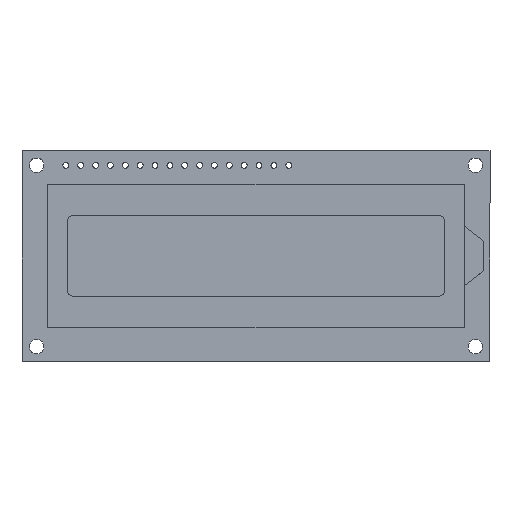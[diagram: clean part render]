
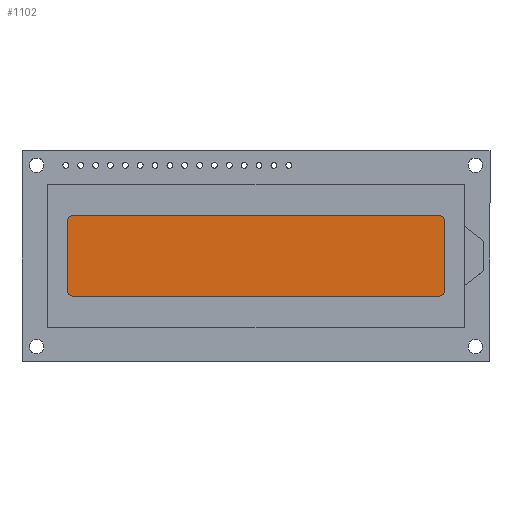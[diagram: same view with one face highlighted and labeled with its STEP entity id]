
A CAD part, top view. The second image highlights one B-rep face of the part: STEP entity #1102.
In plain terms, the highlighted planar face has unit normal (0, 0, 1).
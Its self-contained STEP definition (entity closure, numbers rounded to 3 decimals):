
#41 = DIRECTION ( 'NONE',  ( 1., 0., 0. ) ) ;
#68 = CIRCLE ( 'NONE', #1901, 1. ) ;
#220 = ORIENTED_EDGE ( 'NONE', *, *, #1237, .T. ) ;
#257 = ORIENTED_EDGE ( 'NONE', *, *, #2027, .T. ) ;
#284 = DIRECTION ( 'NONE',  ( 0., -1., 0. ) ) ;
#333 = CARTESIAN_POINT ( 'NONE',  ( 71.25, 23.9, 8.1 ) ) ;
#376 = CARTESIAN_POINT ( 'NONE',  ( 8.75, 12.1, 8.1 ) ) ;
#533 = CARTESIAN_POINT ( 'NONE',  ( 0., 0., 8.1 ) ) ;
#729 = DIRECTION ( 'NONE',  ( -1., 0., 0. ) ) ;
#732 = ORIENTED_EDGE ( 'NONE', *, *, #1895, .T. ) ;
#733 = DIRECTION ( 'NONE',  ( 1., 0., 0. ) ) ;
#781 = DIRECTION ( 'NONE',  ( 1., 0., 0. ) ) ;
#791 = CARTESIAN_POINT ( 'NONE',  ( 71.25, 24.9, 8.1 ) ) ;
#847 = ORIENTED_EDGE ( 'NONE', *, *, #3201, .T. ) ;
#914 = VERTEX_POINT ( 'NONE', #2986 ) ;
#1049 = CARTESIAN_POINT ( 'NONE',  ( 7.75, 11.1, 8.1 ) ) ;
#1102 = ADVANCED_FACE ( 'NONE', ( #2273 ), #2517, .T. ) ;
#1124 = LINE ( 'NONE', #1350, #1727 ) ;
#1136 = VERTEX_POINT ( 'NONE', #3675 ) ;
#1158 = CARTESIAN_POINT ( 'NONE',  ( 7.75, 12.1, 8.1 ) ) ;
#1203 = CIRCLE ( 'NONE', #1993, 1. ) ;
#1237 = EDGE_CURVE ( 'NONE', #3730, #1978, #3573, .T. ) ;
#1323 = CARTESIAN_POINT ( 'NONE',  ( 8.75, 24.9, 8.1 ) ) ;
#1350 = CARTESIAN_POINT ( 'NONE',  ( 7.75, 24.9, 8.1 ) ) ;
#1356 = EDGE_CURVE ( 'NONE', #3630, #1510, #2003, .T. ) ;
#1376 = EDGE_LOOP ( 'NONE', ( #1422, #732, #1787, #2688, #257, #220, #847, #3511 ) ) ;
#1385 = VERTEX_POINT ( 'NONE', #1158 ) ;
#1422 = ORIENTED_EDGE ( 'NONE', *, *, #2974, .T. ) ;
#1439 = VECTOR ( 'NONE', #781, 1000. ) ;
#1458 = AXIS2_PLACEMENT_3D ( 'NONE', #533, #3723, #1960 ) ;
#1510 = VERTEX_POINT ( 'NONE', #2661 ) ;
#1529 = LINE ( 'NONE', #1049, #1439 ) ;
#1561 = EDGE_CURVE ( 'NONE', #1385, #1136, #68, .T. ) ;
#1724 = VECTOR ( 'NONE', #284, 1000. ) ;
#1727 = VECTOR ( 'NONE', #729, 1000. ) ;
#1730 = CARTESIAN_POINT ( 'NONE',  ( 8.75, 23.9, 8.1 ) ) ;
#1787 = ORIENTED_EDGE ( 'NONE', *, *, #1356, .T. ) ;
#1816 = CARTESIAN_POINT ( 'NONE',  ( 7.75, 24.9, 8.1 ) ) ;
#1868 = DIRECTION ( 'NONE',  ( 0., 0., 1. ) ) ;
#1895 = EDGE_CURVE ( 'NONE', #914, #3630, #3021, .T. ) ;
#1901 = AXIS2_PLACEMENT_3D ( 'NONE', #376, #1868, #3275 ) ;
#1960 = DIRECTION ( 'NONE',  ( 1., 0., 0. ) ) ;
#1978 = VERTEX_POINT ( 'NONE', #3639 ) ;
#1980 = AXIS2_PLACEMENT_3D ( 'NONE', #3152, #2785, #733 ) ;
#1993 = AXIS2_PLACEMENT_3D ( 'NONE', #333, #2061, #41 ) ;
#2003 = LINE ( 'NONE', #3211, #3071 ) ;
#2027 = EDGE_CURVE ( 'NONE', #2680, #3730, #1124, .T. ) ;
#2050 = DIRECTION ( 'NONE',  ( 0., 1., 0. ) ) ;
#2061 = DIRECTION ( 'NONE',  ( 0., 0., 1. ) ) ;
#2273 = FACE_OUTER_BOUND ( 'NONE', #1376, .T. ) ;
#2517 = PLANE ( 'NONE',  #1458 ) ;
#2661 = CARTESIAN_POINT ( 'NONE',  ( 72.25, 23.9, 8.1 ) ) ;
#2680 = VERTEX_POINT ( 'NONE', #791 ) ;
#2688 = ORIENTED_EDGE ( 'NONE', *, *, #3180, .T. ) ;
#2785 = DIRECTION ( 'NONE',  ( 0., 0., 1. ) ) ;
#2873 = DIRECTION ( 'NONE',  ( 1., 0., 0. ) ) ;
#2886 = DIRECTION ( 'NONE',  ( 0., 0., 1. ) ) ;
#2974 = EDGE_CURVE ( 'NONE', #1136, #914, #1529, .T. ) ;
#2986 = CARTESIAN_POINT ( 'NONE',  ( 71.25, 11.1, 8.1 ) ) ;
#3021 = CIRCLE ( 'NONE', #1980, 1. ) ;
#3071 = VECTOR ( 'NONE', #2050, 1000. ) ;
#3152 = CARTESIAN_POINT ( 'NONE',  ( 71.25, 12.1, 8.1 ) ) ;
#3180 = EDGE_CURVE ( 'NONE', #1510, #2680, #1203, .T. ) ;
#3201 = EDGE_CURVE ( 'NONE', #1978, #1385, #3386, .T. ) ;
#3211 = CARTESIAN_POINT ( 'NONE',  ( 72.25, 24.9, 8.1 ) ) ;
#3275 = DIRECTION ( 'NONE',  ( 1., 0., 0. ) ) ;
#3311 = CARTESIAN_POINT ( 'NONE',  ( 72.25, 12.1, 8.1 ) ) ;
#3386 = LINE ( 'NONE', #1816, #1724 ) ;
#3511 = ORIENTED_EDGE ( 'NONE', *, *, #1561, .T. ) ;
#3573 = CIRCLE ( 'NONE', #3711, 1. ) ;
#3630 = VERTEX_POINT ( 'NONE', #3311 ) ;
#3639 = CARTESIAN_POINT ( 'NONE',  ( 7.75, 23.9, 8.1 ) ) ;
#3675 = CARTESIAN_POINT ( 'NONE',  ( 8.75, 11.1, 8.1 ) ) ;
#3711 = AXIS2_PLACEMENT_3D ( 'NONE', #1730, #2886, #2873 ) ;
#3723 = DIRECTION ( 'NONE',  ( 0., 0., 1. ) ) ;
#3730 = VERTEX_POINT ( 'NONE', #1323 ) ;
